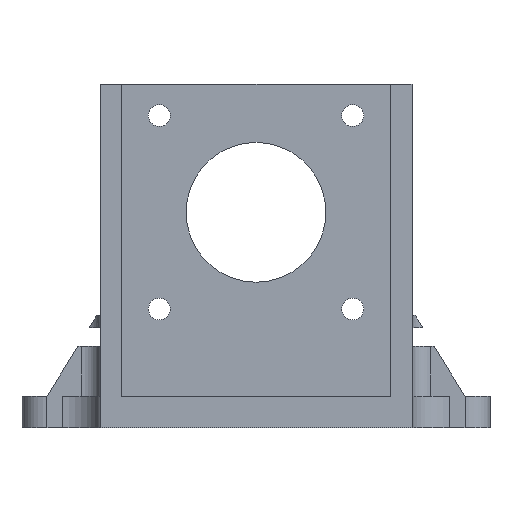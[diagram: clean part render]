
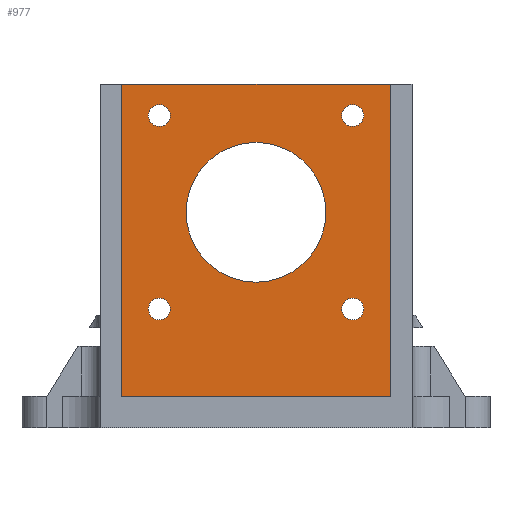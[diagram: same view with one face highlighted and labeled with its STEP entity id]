
A CAD part, front view. The second image highlights one B-rep face of the part: STEP entity #977.
In plain terms, the highlighted planar face has unit normal (0, -1, 0).
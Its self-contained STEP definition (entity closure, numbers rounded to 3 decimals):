
#304=CARTESIAN_POINT('Vertex',(-21.5,-22.,55.)) ;
#307=CARTESIAN_POINT('Line Origine',(0.,-22.,55.)) ;
#311=CARTESIAN_POINT('Vertex',(21.5,-22.,55.)) ;
#849=CARTESIAN_POINT('Vertex',(-21.5,-22.,5.)) ;
#852=CARTESIAN_POINT('Line Origine',(-21.5,-22.,30.)) ;
#864=CARTESIAN_POINT('Axis2P3D Location',(21.5,-22.,5.)) ;
#869=CARTESIAN_POINT('Line Origine',(0.,-22.,5.)) ;
#873=CARTESIAN_POINT('Vertex',(21.5,-22.,5.)) ;
#876=CARTESIAN_POINT('Line Origine',(21.5,-22.,30.)) ;
#887=CARTESIAN_POINT('Axis2P3D Location',(0.,-22.,34.5)) ;
#891=CARTESIAN_POINT('Vertex',(-11.2,-22.,34.5)) ;
#893=CARTESIAN_POINT('Vertex',(11.2,-22.,34.5)) ;
#896=CARTESIAN_POINT('Axis2P3D Location',(0.,-22.,34.5)) ;
#905=CARTESIAN_POINT('Axis2P3D Location',(15.5,-22.,50.)) ;
#909=CARTESIAN_POINT('Vertex',(13.75,-22.,50.)) ;
#911=CARTESIAN_POINT('Vertex',(17.25,-22.,50.)) ;
#914=CARTESIAN_POINT('Axis2P3D Location',(15.5,-22.,50.)) ;
#923=CARTESIAN_POINT('Axis2P3D Location',(-15.5,-22.,50.)) ;
#927=CARTESIAN_POINT('Vertex',(-17.25,-22.,50.)) ;
#929=CARTESIAN_POINT('Vertex',(-13.75,-22.,50.)) ;
#932=CARTESIAN_POINT('Axis2P3D Location',(-15.5,-22.,50.)) ;
#941=CARTESIAN_POINT('Axis2P3D Location',(-15.5,-22.,19.)) ;
#945=CARTESIAN_POINT('Vertex',(-17.25,-22.,19.)) ;
#947=CARTESIAN_POINT('Vertex',(-13.75,-22.,19.)) ;
#950=CARTESIAN_POINT('Axis2P3D Location',(-15.5,-22.,19.)) ;
#959=CARTESIAN_POINT('Axis2P3D Location',(15.5,-22.,19.)) ;
#963=CARTESIAN_POINT('Vertex',(13.75,-22.,19.)) ;
#965=CARTESIAN_POINT('Vertex',(17.25,-22.,19.)) ;
#968=CARTESIAN_POINT('Axis2P3D Location',(15.5,-22.,19.)) ;
#308=DIRECTION('Vector Direction',(-1.,0.,0.)) ;
#853=DIRECTION('Vector Direction',(0.,0.,1.)) ;
#865=DIRECTION('Axis2P3D Direction',(0.,1.,-0.)) ;
#866=DIRECTION('Axis2P3D XDirection',(-1.,0.,0.)) ;
#870=DIRECTION('Vector Direction',(-1.,0.,0.)) ;
#877=DIRECTION('Vector Direction',(0.,0.,1.)) ;
#888=DIRECTION('Axis2P3D Direction',(0.,1.,-0.)) ;
#897=DIRECTION('Axis2P3D Direction',(0.,1.,-0.)) ;
#906=DIRECTION('Axis2P3D Direction',(0.,1.,-0.)) ;
#915=DIRECTION('Axis2P3D Direction',(0.,1.,-0.)) ;
#924=DIRECTION('Axis2P3D Direction',(0.,1.,-0.)) ;
#933=DIRECTION('Axis2P3D Direction',(0.,1.,-0.)) ;
#942=DIRECTION('Axis2P3D Direction',(0.,1.,-0.)) ;
#951=DIRECTION('Axis2P3D Direction',(0.,1.,-0.)) ;
#960=DIRECTION('Axis2P3D Direction',(0.,1.,-0.)) ;
#969=DIRECTION('Axis2P3D Direction',(0.,1.,-0.)) ;
#867=AXIS2_PLACEMENT_3D('Plane Axis2P3D',#864,#865,#866) ;
#889=AXIS2_PLACEMENT_3D('Circle Axis2P3D',#887,#888,$) ;
#898=AXIS2_PLACEMENT_3D('Circle Axis2P3D',#896,#897,$) ;
#907=AXIS2_PLACEMENT_3D('Circle Axis2P3D',#905,#906,$) ;
#916=AXIS2_PLACEMENT_3D('Circle Axis2P3D',#914,#915,$) ;
#925=AXIS2_PLACEMENT_3D('Circle Axis2P3D',#923,#924,$) ;
#934=AXIS2_PLACEMENT_3D('Circle Axis2P3D',#932,#933,$) ;
#943=AXIS2_PLACEMENT_3D('Circle Axis2P3D',#941,#942,$) ;
#952=AXIS2_PLACEMENT_3D('Circle Axis2P3D',#950,#951,$) ;
#961=AXIS2_PLACEMENT_3D('Circle Axis2P3D',#959,#960,$) ;
#970=AXIS2_PLACEMENT_3D('Circle Axis2P3D',#968,#969,$) ;
#882=ORIENTED_EDGE('',*,*,#856,.F.) ;
#883=ORIENTED_EDGE('',*,*,#875,.T.) ;
#884=ORIENTED_EDGE('',*,*,#880,.T.) ;
#885=ORIENTED_EDGE('',*,*,#313,.F.) ;
#902=ORIENTED_EDGE('',*,*,#895,.F.) ;
#903=ORIENTED_EDGE('',*,*,#900,.F.) ;
#920=ORIENTED_EDGE('',*,*,#913,.F.) ;
#921=ORIENTED_EDGE('',*,*,#918,.F.) ;
#938=ORIENTED_EDGE('',*,*,#931,.F.) ;
#939=ORIENTED_EDGE('',*,*,#936,.F.) ;
#956=ORIENTED_EDGE('',*,*,#949,.F.) ;
#957=ORIENTED_EDGE('',*,*,#954,.F.) ;
#974=ORIENTED_EDGE('',*,*,#967,.F.) ;
#975=ORIENTED_EDGE('',*,*,#972,.F.) ;
#904=FACE_BOUND('',#901,.T.) ;
#922=FACE_BOUND('',#919,.T.) ;
#940=FACE_BOUND('',#937,.T.) ;
#958=FACE_BOUND('',#955,.T.) ;
#976=FACE_BOUND('',#973,.T.) ;
#309=VECTOR('Line Direction',#308,1.) ;
#854=VECTOR('Line Direction',#853,1.) ;
#871=VECTOR('Line Direction',#870,1.) ;
#878=VECTOR('Line Direction',#877,1.) ;
#977=ADVANCED_FACE('Corps principal',(#886,#904,#922,#940,#958,#976),#868,.F.) ;
#890=CIRCLE('generated circle',#889,11.2) ;
#899=CIRCLE('generated circle',#898,11.2) ;
#908=CIRCLE('generated circle',#907,1.75) ;
#917=CIRCLE('generated circle',#916,1.75) ;
#926=CIRCLE('generated circle',#925,1.75) ;
#935=CIRCLE('generated circle',#934,1.75) ;
#944=CIRCLE('generated circle',#943,1.75) ;
#953=CIRCLE('generated circle',#952,1.75) ;
#962=CIRCLE('generated circle',#961,1.75) ;
#971=CIRCLE('generated circle',#970,1.75) ;
#313=EDGE_CURVE('',#305,#312,#310,.F.) ;
#856=EDGE_CURVE('',#850,#305,#855,.T.) ;
#875=EDGE_CURVE('',#850,#874,#872,.F.) ;
#880=EDGE_CURVE('',#874,#312,#879,.T.) ;
#895=EDGE_CURVE('',#892,#894,#890,.F.) ;
#900=EDGE_CURVE('',#894,#892,#899,.F.) ;
#913=EDGE_CURVE('',#910,#912,#908,.F.) ;
#918=EDGE_CURVE('',#912,#910,#917,.F.) ;
#931=EDGE_CURVE('',#928,#930,#926,.F.) ;
#936=EDGE_CURVE('',#930,#928,#935,.F.) ;
#949=EDGE_CURVE('',#946,#948,#944,.F.) ;
#954=EDGE_CURVE('',#948,#946,#953,.F.) ;
#967=EDGE_CURVE('',#964,#966,#962,.F.) ;
#972=EDGE_CURVE('',#966,#964,#971,.F.) ;
#881=EDGE_LOOP('',(#882,#883,#884,#885)) ;
#901=EDGE_LOOP('',(#902,#903)) ;
#919=EDGE_LOOP('',(#920,#921)) ;
#937=EDGE_LOOP('',(#938,#939)) ;
#955=EDGE_LOOP('',(#956,#957)) ;
#973=EDGE_LOOP('',(#974,#975)) ;
#886=FACE_OUTER_BOUND('',#881,.T.) ;
#310=LINE('Line',#307,#309) ;
#855=LINE('Line',#852,#854) ;
#872=LINE('Line',#869,#871) ;
#879=LINE('Line',#876,#878) ;
#868=PLANE('',#867) ;
#305=VERTEX_POINT('',#304) ;
#312=VERTEX_POINT('',#311) ;
#850=VERTEX_POINT('',#849) ;
#874=VERTEX_POINT('',#873) ;
#892=VERTEX_POINT('',#891) ;
#894=VERTEX_POINT('',#893) ;
#910=VERTEX_POINT('',#909) ;
#912=VERTEX_POINT('',#911) ;
#928=VERTEX_POINT('',#927) ;
#930=VERTEX_POINT('',#929) ;
#946=VERTEX_POINT('',#945) ;
#948=VERTEX_POINT('',#947) ;
#964=VERTEX_POINT('',#963) ;
#966=VERTEX_POINT('',#965) ;
